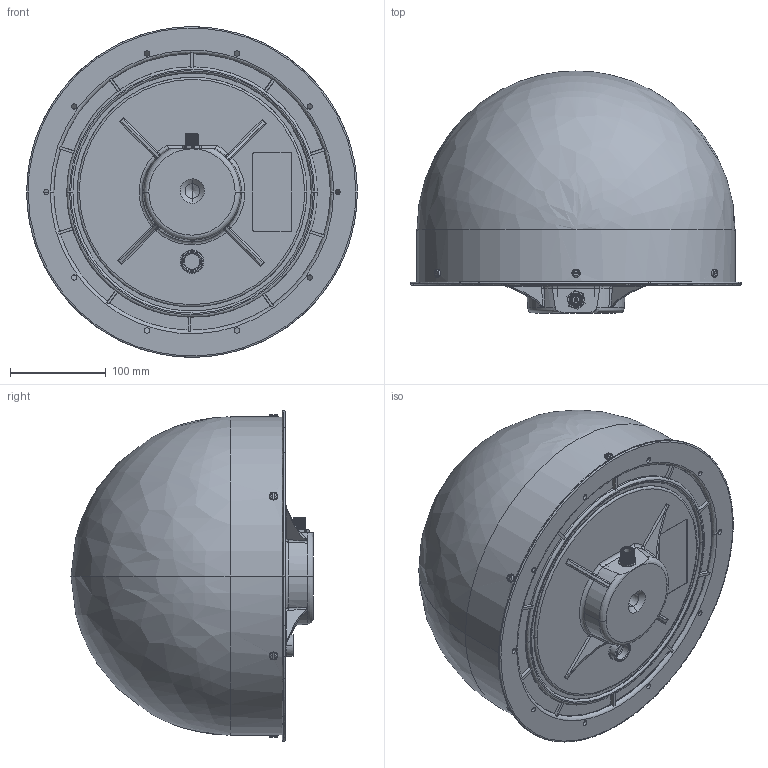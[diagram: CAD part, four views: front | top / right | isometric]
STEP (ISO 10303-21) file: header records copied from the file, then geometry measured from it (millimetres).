
FILE_DESCRIPTION(('FreeCAD Model'),'2;1');
FILE_NAME('Open CASCADE Shape Model','2025-05-05T04:44:05',('FreeCAD'),( 'FreeCAD'),'Open CASCADE STEP processor 7.6','FreeCAD','Unknown');
FILE_SCHEMA(('AUTOMOTIVE_DESIGN { 1 0 10303 214 1 1 1 1 }'));
Products named in the file (1): Open CASCADE STEP translator 7.6 1
Bounding box: 345.39 x 252.91 x 345.39 mm (x, y, z)
Volume: 4132049.7 mm3; surface area: 1249445.3 mm2
Topology: 41 solids, 41 shells, 3047 faces, 7442 edges, 4533 vertices
Faces by surface type: bspline 3047
Entity records: 113273 total; most frequent: CARTESIAN_POINT 72926, ORIENTED_EDGE 14788, EDGE_CURVE 7394, VERTEX_POINT 4533, B_SPLINE_CURVE_WITH_KNOTS 3246, FACE_BOUND 3243, EDGE_LOOP 3243, ADVANCED_FACE 3047
